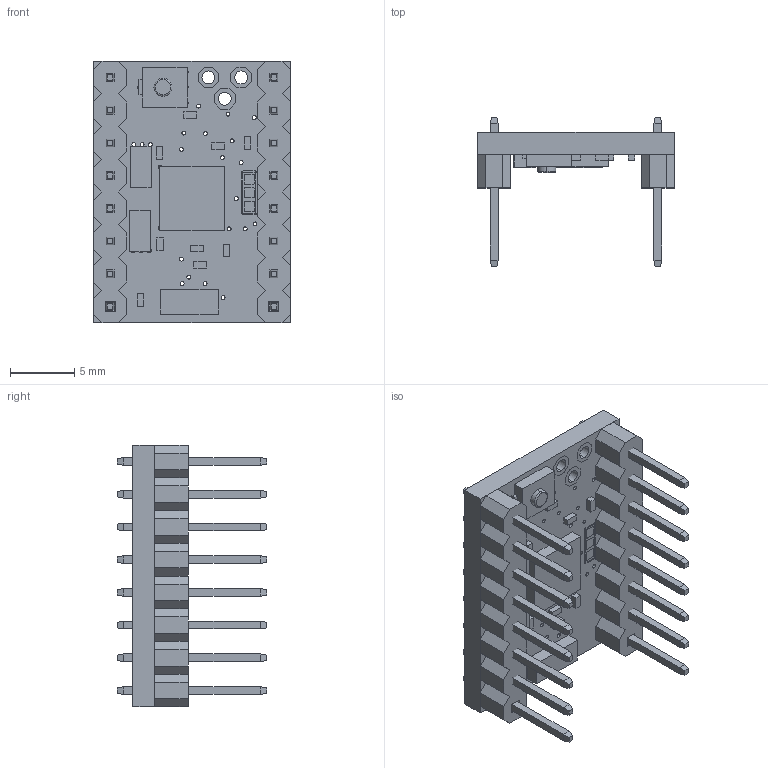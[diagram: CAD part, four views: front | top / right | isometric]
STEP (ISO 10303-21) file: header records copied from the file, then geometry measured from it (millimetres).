
FILE_DESCRIPTION (( 'STEP AP214' ), '1' );
FILE_NAME ('TMC2208 SILENTSTEPSTICK.STEP', '2021-11-10T18:45:04', ( '' ), ( '' ), 'SwSTEP 2.0', 'SolidWorks 2017', '' );
FILE_SCHEMA (( 'AUTOMOTIVE_DESIGN' ));
Length unit declared in the file: millimetre
Products named in the file (1): TMC2208 SILENTSTEPSTICK
Bounding box: 15.24 x 11.6 x 20.32 mm (x, y, z)
Volume: 842.2 mm3; surface area: 2402.7 mm2
Topology: 75 solids, 75 shells, 1117 faces, 2748 edges, 1786 vertices
Faces by surface type: plane 919, cylinder 196, torus 2
Entity records: 33546 total; most frequent: CARTESIAN_POINT 5652, ORIENTED_EDGE 5496, DIRECTION 5380, EDGE_CURVE 2748, LINE 2352, VECTOR 2352, VERTEX_POINT 1786, AXIS2_PLACEMENT_3D 1514
